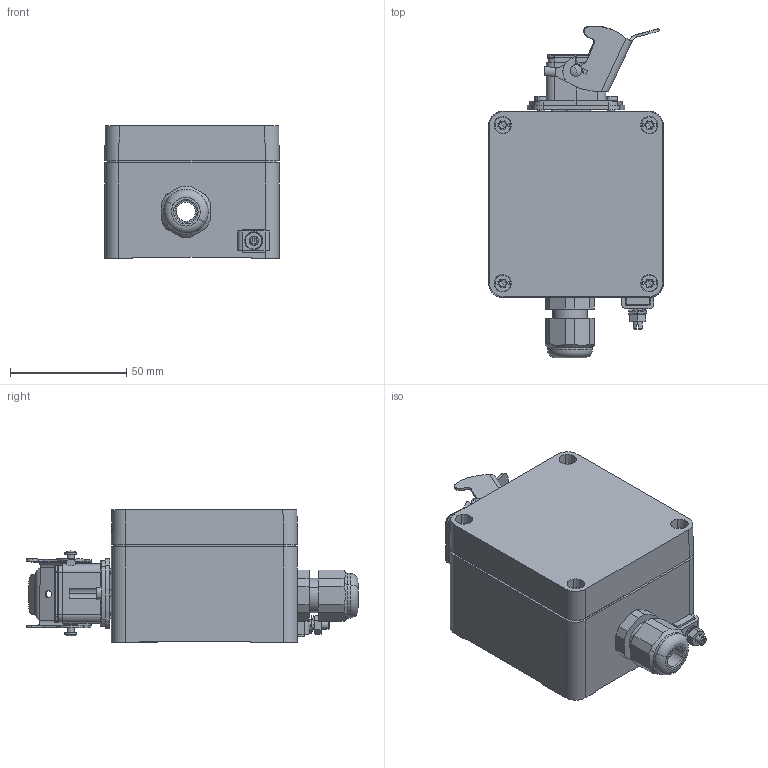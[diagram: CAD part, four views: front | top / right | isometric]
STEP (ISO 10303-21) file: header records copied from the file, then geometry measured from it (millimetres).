
FILE_DESCRIPTION(('CATIA V5 STEP Exchange','CAx-IF Rec.Pracs.--- Model Styling and Organization---1.4--- 2014-01-23'),'2;1');
FILE_NAME ('028689-2_0', '2021-02-09T11:00:42+00:00', ('none'), ('Weidmueller'), 'CATIA Version 5-6 Release 2016 SP3 HF44', 'CATIA V5 STEP AP214', 'none');
FILE_SCHEMA(('AUTOMOTIVE_DESIGN { 1 0 10303 214 1 1 1 1 }'));
Length unit declared in the file: millimetre
Products named in the file (1): 1966260000
Bounding box: 75 x 142.65 x 57 mm (x, y, z)
Volume: 130659.2 mm3; surface area: 90773.6 mm2
Topology: 26 solids, 26 shells, 1423 faces, 3734 edges, 2407 vertices
Faces by surface type: plane 649, cylinder 528, torus 110, cone 92, sphere 24, bspline 20
Entity records: 42761 total; most frequent: CARTESIAN_POINT 10095, ORIENTED_EDGE 7416, DIRECTION 5375, EDGE_CURVE 3708, VERTEX_POINT 2411, AXIS2_PLACEMENT_3D 2253, VECTOR 2110, LINE 2110
